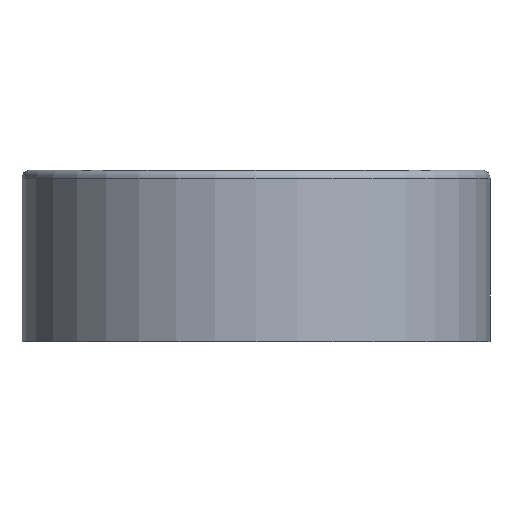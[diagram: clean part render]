
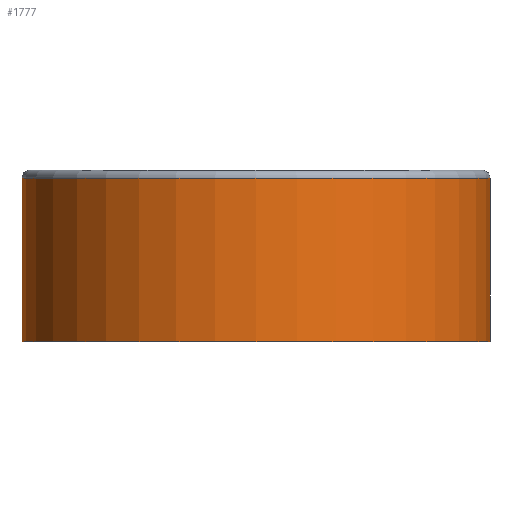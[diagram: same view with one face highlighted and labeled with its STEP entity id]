
A CAD part, front view. The second image highlights one B-rep face of the part: STEP entity #1777.
In plain terms, the highlighted cylindrical face has radius 30 mm (diameter 60 mm), a partial arc.
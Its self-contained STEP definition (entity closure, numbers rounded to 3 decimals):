
#129 = VERTEX_POINT ( 'NONE', #1672 ) ;
#176 = CARTESIAN_POINT ( 'NONE',  ( 0., 0., 21. ) ) ;
#177 = DIRECTION ( 'NONE',  ( 0., 0., -1. ) ) ;
#219 = AXIS2_PLACEMENT_3D ( 'NONE', #2560, #828, #1488 ) ;
#364 = ORIENTED_EDGE ( 'NONE', *, *, #609, .T. ) ;
#408 = CARTESIAN_POINT ( 'NONE',  ( -30., 0., 4. ) ) ;
#483 = CARTESIAN_POINT ( 'NONE',  ( -30., 0., 6. ) ) ;
#593 = EDGE_CURVE ( 'NONE', #1773, #129, #2514, .T. ) ;
#609 = EDGE_CURVE ( 'NONE', #129, #1574, #1872, .T. ) ;
#627 = VECTOR ( 'NONE', #1056, 1000. ) ;
#655 = CIRCLE ( 'NONE', #219, 30. ) ;
#682 = CARTESIAN_POINT ( 'NONE',  ( 30., 0., 4. ) ) ;
#695 = VECTOR ( 'NONE', #2188, 1000. ) ;
#755 = CYLINDRICAL_SURFACE ( 'NONE', #1921, 30. ) ;
#828 = DIRECTION ( 'NONE',  ( 0., 0., 1. ) ) ;
#1022 = DIRECTION ( 'NONE',  ( -1., 0., 0. ) ) ;
#1056 = DIRECTION ( 'NONE',  ( 0., 0., -1. ) ) ;
#1089 = ORIENTED_EDGE ( 'NONE', *, *, #593, .T. ) ;
#1236 = CARTESIAN_POINT ( 'NONE',  ( 0., 0., 4. ) ) ;
#1356 = LINE ( 'NONE', #682, #695 ) ;
#1423 = DIRECTION ( 'NONE',  ( 0., 0., -1. ) ) ;
#1429 = ORIENTED_EDGE ( 'NONE', *, *, #1592, .F. ) ;
#1470 = CARTESIAN_POINT ( 'NONE',  ( -30., 0., 0. ) ) ;
#1471 = DIRECTION ( 'NONE',  ( 0., 0., -1. ) ) ;
#1488 = DIRECTION ( 'NONE',  ( 1., 0., 0. ) ) ;
#1490 = EDGE_CURVE ( 'NONE', #1773, #2584, #1699, .T. ) ;
#1508 = EDGE_CURVE ( 'NONE', #2292, #1854, #655, .T. ) ;
#1538 = VECTOR ( 'NONE', #1471, 1000. ) ;
#1574 = VERTEX_POINT ( 'NONE', #483 ) ;
#1592 = EDGE_CURVE ( 'NONE', #2584, #1854, #1356, .T. ) ;
#1594 = EDGE_LOOP ( 'NONE', ( #1937, #1089, #364, #2208, #2213, #1429 ) ) ;
#1632 = LINE ( 'NONE', #2472, #2011 ) ;
#1640 = FACE_OUTER_BOUND ( 'NONE', #1594, .T. ) ;
#1672 = CARTESIAN_POINT ( 'NONE',  ( -30., 0., 21. ) ) ;
#1695 = DIRECTION ( 'NONE',  ( 0., 0., -1. ) ) ;
#1699 = LINE ( 'NONE', #1935, #627 ) ;
#1773 = VERTEX_POINT ( 'NONE', #2070 ) ;
#1777 = ADVANCED_FACE ( 'NONE', ( #1640 ), #755, .T. ) ;
#1809 = AXIS2_PLACEMENT_3D ( 'NONE', #176, #1695, #2532 ) ;
#1816 = CARTESIAN_POINT ( 'NONE',  ( 30., 0., 6. ) ) ;
#1854 = VERTEX_POINT ( 'NONE', #2485 ) ;
#1872 = LINE ( 'NONE', #408, #1538 ) ;
#1921 = AXIS2_PLACEMENT_3D ( 'NONE', #1236, #177, #1022 ) ;
#1935 = CARTESIAN_POINT ( 'NONE',  ( 30., 0., 4. ) ) ;
#1936 = EDGE_CURVE ( 'NONE', #1574, #2292, #1632, .T. ) ;
#1937 = ORIENTED_EDGE ( 'NONE', *, *, #1490, .F. ) ;
#2011 = VECTOR ( 'NONE', #1423, 1000. ) ;
#2070 = CARTESIAN_POINT ( 'NONE',  ( 30., 0., 21. ) ) ;
#2188 = DIRECTION ( 'NONE',  ( 0., 0., -1. ) ) ;
#2208 = ORIENTED_EDGE ( 'NONE', *, *, #1936, .T. ) ;
#2213 = ORIENTED_EDGE ( 'NONE', *, *, #1508, .T. ) ;
#2292 = VERTEX_POINT ( 'NONE', #1470 ) ;
#2472 = CARTESIAN_POINT ( 'NONE',  ( -30., 0., 4. ) ) ;
#2485 = CARTESIAN_POINT ( 'NONE',  ( 30., 0., 0. ) ) ;
#2514 = CIRCLE ( 'NONE', #1809, 30. ) ;
#2532 = DIRECTION ( 'NONE',  ( -1., 0., 0. ) ) ;
#2560 = CARTESIAN_POINT ( 'NONE',  ( 0., 0., 0. ) ) ;
#2584 = VERTEX_POINT ( 'NONE', #1816 ) ;
